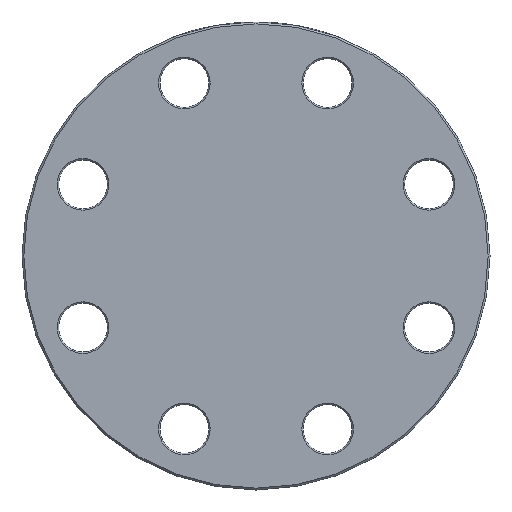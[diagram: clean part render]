
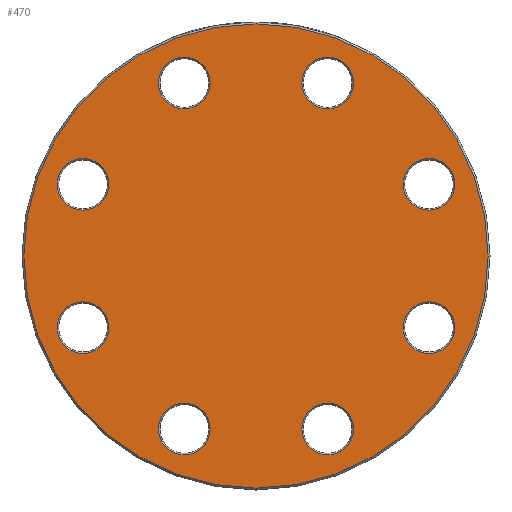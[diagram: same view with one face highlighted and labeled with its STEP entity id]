
A CAD part, left-side view. The second image highlights one B-rep face of the part: STEP entity #470.
In plain terms, the highlighted planar face has unit normal (-1, 0, 0).
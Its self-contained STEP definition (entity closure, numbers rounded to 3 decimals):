
#34 = CARTESIAN_POINT ( 'NONE',  ( 0., -38.268, 92.388 ) ) ;
#85 = VERTEX_POINT ( 'NONE', #611 ) ;
#125 = PLANE ( 'NONE',  #1217 ) ;
#128 = EDGE_LOOP ( 'NONE', ( #4702 ) ) ;
#219 = DIRECTION ( 'NONE',  ( 1., 0., 0. ) ) ;
#279 = ORIENTED_EDGE ( 'NONE', *, *, #943, .T. ) ;
#306 = EDGE_CURVE ( 'NONE', #566, #566, #4038, .T. ) ;
#358 = CIRCLE ( 'NONE', #1028, 13.8 ) ;
#411 = DIRECTION ( 'NONE',  ( 1., 0., 0. ) ) ;
#451 = CARTESIAN_POINT ( 'NONE',  ( 0., 92.388, 24.468 ) ) ;
#470 = ADVANCED_FACE ( 'NONE', ( #4998, #789, #3180, #1939, #1039, #2950, #5715, #2918, #1506 ), #125, .F. ) ;
#516 = VERTEX_POINT ( 'NONE', #5655 ) ;
#566 = VERTEX_POINT ( 'NONE', #1436 ) ;
#569 = ORIENTED_EDGE ( 'NONE', *, *, #3921, .T. ) ;
#577 = VERTEX_POINT ( 'NONE', #1096 ) ;
#611 = CARTESIAN_POINT ( 'NONE',  ( 0., 38.268, -106.188 ) ) ;
#634 = CIRCLE ( 'NONE', #2885, 13.8 ) ;
#697 = DIRECTION ( 'NONE',  ( 0., 0., -1. ) ) ;
#789 = FACE_BOUND ( 'NONE', #5057, .T. ) ;
#793 = DIRECTION ( 'NONE',  ( 1., 0., 0. ) ) ;
#925 = AXIS2_PLACEMENT_3D ( 'NONE', #3215, #4529, #3103 ) ;
#943 = EDGE_CURVE ( 'NONE', #3329, #3329, #358, .T. ) ;
#1007 = DIRECTION ( 'NONE',  ( 1., 0., 0. ) ) ;
#1015 = CIRCLE ( 'NONE', #2211, 13.8 ) ;
#1028 = AXIS2_PLACEMENT_3D ( 'NONE', #5279, #5770, #4817 ) ;
#1039 = FACE_BOUND ( 'NONE', #4927, .T. ) ;
#1096 = CARTESIAN_POINT ( 'NONE',  ( 0., -38.268, 78.588 ) ) ;
#1175 = EDGE_LOOP ( 'NONE', ( #2096 ) ) ;
#1195 = EDGE_LOOP ( 'NONE', ( #569 ) ) ;
#1217 = AXIS2_PLACEMENT_3D ( 'NONE', #3408, #1007, #2887 ) ;
#1316 = CIRCLE ( 'NONE', #2108, 13.8 ) ;
#1390 = AXIS2_PLACEMENT_3D ( 'NONE', #2139, #2165, #697 ) ;
#1396 = AXIS2_PLACEMENT_3D ( 'NONE', #3950, #4852, #1496 ) ;
#1417 = AXIS2_PLACEMENT_3D ( 'NONE', #5002, #793, #2436 ) ;
#1436 = CARTESIAN_POINT ( 'NONE',  ( 0., 0., -124. ) ) ;
#1478 = DIRECTION ( 'NONE',  ( 0., 0., -1. ) ) ;
#1496 = DIRECTION ( 'NONE',  ( 0., 0., -1. ) ) ;
#1506 = FACE_BOUND ( 'NONE', #1175, .T. ) ;
#1663 = EDGE_CURVE ( 'NONE', #4714, #4714, #3649, .T. ) ;
#1795 = ORIENTED_EDGE ( 'NONE', *, *, #3474, .T. ) ;
#1939 = FACE_BOUND ( 'NONE', #128, .T. ) ;
#2096 = ORIENTED_EDGE ( 'NONE', *, *, #5060, .T. ) ;
#2108 = AXIS2_PLACEMENT_3D ( 'NONE', #4920, #219, #3955 ) ;
#2139 = CARTESIAN_POINT ( 'NONE',  ( 0., 0., 0. ) ) ;
#2165 = DIRECTION ( 'NONE',  ( -1., 0., 0. ) ) ;
#2186 = ORIENTED_EDGE ( 'NONE', *, *, #306, .T. ) ;
#2193 = AXIS2_PLACEMENT_3D ( 'NONE', #3029, #4807, #5823 ) ;
#2211 = AXIS2_PLACEMENT_3D ( 'NONE', #34, #6058, #1478 ) ;
#2391 = VERTEX_POINT ( 'NONE', #3861 ) ;
#2436 = DIRECTION ( 'NONE',  ( 0., 0., -1. ) ) ;
#2470 = CIRCLE ( 'NONE', #1396, 13.8 ) ;
#2481 = VERTEX_POINT ( 'NONE', #5775 ) ;
#2880 = CIRCLE ( 'NONE', #1417, 13.8 ) ;
#2885 = AXIS2_PLACEMENT_3D ( 'NONE', #4560, #411, #3127 ) ;
#2887 = DIRECTION ( 'NONE',  ( 0., 0., -1. ) ) ;
#2905 = EDGE_LOOP ( 'NONE', ( #1795 ) ) ;
#2918 = FACE_BOUND ( 'NONE', #5023, .T. ) ;
#2950 = FACE_BOUND ( 'NONE', #1195, .T. ) ;
#2976 = CARTESIAN_POINT ( 'NONE',  ( 0., -92.388, 24.468 ) ) ;
#2988 = ORIENTED_EDGE ( 'NONE', *, *, #1663, .T. ) ;
#3029 = CARTESIAN_POINT ( 'NONE',  ( 0., 92.388, 38.268 ) ) ;
#3103 = DIRECTION ( 'NONE',  ( 0., 0., -1. ) ) ;
#3127 = DIRECTION ( 'NONE',  ( 0., 0., -1. ) ) ;
#3180 = FACE_BOUND ( 'NONE', #5008, .T. ) ;
#3215 = CARTESIAN_POINT ( 'NONE',  ( 0., -92.388, -38.268 ) ) ;
#3329 = VERTEX_POINT ( 'NONE', #5214 ) ;
#3408 = CARTESIAN_POINT ( 'NONE',  ( 0., 0., 0. ) ) ;
#3474 = EDGE_CURVE ( 'NONE', #2481, #2481, #2470, .T. ) ;
#3649 = CIRCLE ( 'NONE', #2193, 13.8 ) ;
#3861 = CARTESIAN_POINT ( 'NONE',  ( 0., -92.388, -52.068 ) ) ;
#3921 = EDGE_CURVE ( 'NONE', #2391, #2391, #5636, .T. ) ;
#3941 = EDGE_CURVE ( 'NONE', #5318, #5318, #2880, .T. ) ;
#3950 = CARTESIAN_POINT ( 'NONE',  ( 0., -38.268, -92.388 ) ) ;
#3955 = DIRECTION ( 'NONE',  ( 0., 0., -1. ) ) ;
#4038 = CIRCLE ( 'NONE', #1390, 124. ) ;
#4529 = DIRECTION ( 'NONE',  ( 1., 0., 0. ) ) ;
#4560 = CARTESIAN_POINT ( 'NONE',  ( 0., 92.388, -38.268 ) ) ;
#4702 = ORIENTED_EDGE ( 'NONE', *, *, #5291, .T. ) ;
#4714 = VERTEX_POINT ( 'NONE', #451 ) ;
#4748 = EDGE_LOOP ( 'NONE', ( #2186 ) ) ;
#4807 = DIRECTION ( 'NONE',  ( 1., 0., 0. ) ) ;
#4817 = DIRECTION ( 'NONE',  ( 0., 0., -1. ) ) ;
#4852 = DIRECTION ( 'NONE',  ( 1., 0., 0. ) ) ;
#4920 = CARTESIAN_POINT ( 'NONE',  ( 0., 38.268, -92.388 ) ) ;
#4927 = EDGE_LOOP ( 'NONE', ( #5977 ) ) ;
#4998 = FACE_OUTER_BOUND ( 'NONE', #4748, .T. ) ;
#5002 = CARTESIAN_POINT ( 'NONE',  ( 0., -92.388, 38.268 ) ) ;
#5008 = EDGE_LOOP ( 'NONE', ( #279 ) ) ;
#5023 = EDGE_LOOP ( 'NONE', ( #5678 ) ) ;
#5057 = EDGE_LOOP ( 'NONE', ( #2988 ) ) ;
#5060 = EDGE_CURVE ( 'NONE', #516, #516, #634, .T. ) ;
#5214 = CARTESIAN_POINT ( 'NONE',  ( 0., 38.268, 78.588 ) ) ;
#5279 = CARTESIAN_POINT ( 'NONE',  ( 0., 38.268, 92.388 ) ) ;
#5291 = EDGE_CURVE ( 'NONE', #577, #577, #1015, .T. ) ;
#5318 = VERTEX_POINT ( 'NONE', #2976 ) ;
#5636 = CIRCLE ( 'NONE', #925, 13.8 ) ;
#5655 = CARTESIAN_POINT ( 'NONE',  ( 0., 92.388, -52.068 ) ) ;
#5678 = ORIENTED_EDGE ( 'NONE', *, *, #5727, .T. ) ;
#5715 = FACE_BOUND ( 'NONE', #2905, .T. ) ;
#5727 = EDGE_CURVE ( 'NONE', #85, #85, #1316, .T. ) ;
#5770 = DIRECTION ( 'NONE',  ( 1., 0., 0. ) ) ;
#5775 = CARTESIAN_POINT ( 'NONE',  ( 0., -38.268, -106.188 ) ) ;
#5823 = DIRECTION ( 'NONE',  ( 0., 0., -1. ) ) ;
#5977 = ORIENTED_EDGE ( 'NONE', *, *, #3941, .T. ) ;
#6058 = DIRECTION ( 'NONE',  ( 1., 0., 0. ) ) ;
